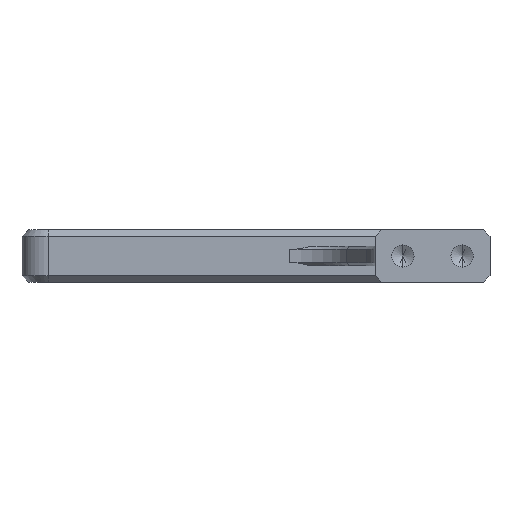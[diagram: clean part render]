
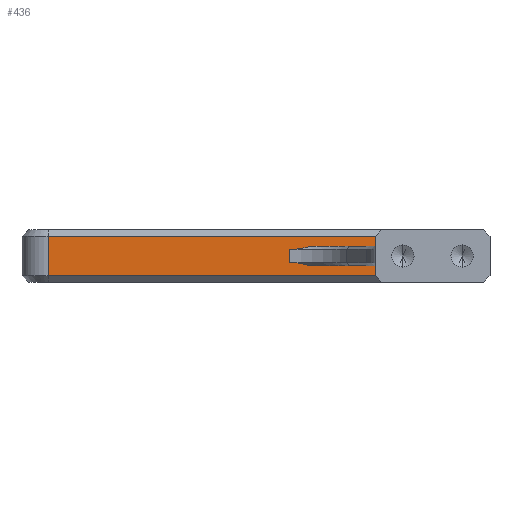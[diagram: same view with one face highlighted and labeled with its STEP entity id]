
A CAD part, front view. The second image highlights one B-rep face of the part: STEP entity #436.
In plain terms, the highlighted planar face has unit normal (0, -1, 0).
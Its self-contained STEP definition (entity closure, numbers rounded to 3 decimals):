
#13 = LINE ( 'NONE', #953, #2764 ) ;
#34 = CARTESIAN_POINT ( 'NONE',  ( -9.994, 45., -2. ) ) ;
#39 = CARTESIAN_POINT ( 'NONE',  ( -10.356, 45., 2. ) ) ;
#45 = CARTESIAN_POINT ( 'NONE',  ( -11.415, 45., -2.098 ) ) ;
#60 = CARTESIAN_POINT ( 'NONE',  ( -37.078, 45., -3. ) ) ;
#66 = VECTOR ( 'NONE', #450, 1000. ) ;
#71 = CARTESIAN_POINT ( 'NONE',  ( -43.481, 45., -2. ) ) ;
#74 = B_SPLINE_CURVE_WITH_KNOTS ( 'NONE', 3,
 ( #272, #2169, #1918, #2408, #782, #501, #39, #1691 ),
 .UNSPECIFIED., .F., .F.,
 ( 4, 2, 2, 4 ),
 ( 0., 0.002, 0.003, 0.004 ),
 .UNSPECIFIED. ) ;
#79 = CARTESIAN_POINT ( 'NONE',  ( -9.994, 45., -8. ) ) ;
#141 = LINE ( 'NONE', #1104, #66 ) ;
#200 = EDGE_CURVE ( 'NONE', #2493, #669, #1879, .T. ) ;
#227 = VERTEX_POINT ( 'NONE', #878 ) ;
#272 = CARTESIAN_POINT ( 'NONE',  ( -14.118, 45., 3. ) ) ;
#277 = CARTESIAN_POINT ( 'NONE',  ( -12.789, 45., -2.468 ) ) ;
#306 = CARTESIAN_POINT ( 'NONE',  ( -13.792, 45., -2.851 ) ) ;
#328 = EDGE_CURVE ( 'NONE', #1120, #2493, #141, .T. ) ;
#436 = ADVANCED_FACE ( 'NONE', ( #1907, #1291 ), #1694, .F. ) ;
#437 = EDGE_CURVE ( 'NONE', #1699, #1557, #1475, .T. ) ;
#450 = DIRECTION ( 'NONE',  ( 0., 0., -1. ) ) ;
#468 = EDGE_CURVE ( 'NONE', #1205, #1323, #2167, .T. ) ;
#501 = CARTESIAN_POINT ( 'NONE',  ( -10.717, 45., 2.025 ) ) ;
#504 = DIRECTION ( 'NONE',  ( 0., 0., 1. ) ) ;
#512 = CARTESIAN_POINT ( 'NONE',  ( -14.118, 45., -3. ) ) ;
#553 = CARTESIAN_POINT ( 'NONE',  ( -14.118, 45., -3. ) ) ;
#613 = VECTOR ( 'NONE', #1144, 1000. ) ;
#614 = LINE ( 'NONE', #79, #1942 ) ;
#641 = ORIENTED_EDGE ( 'NONE', *, *, #2911, .T. ) ;
#669 = VERTEX_POINT ( 'NONE', #2539 ) ;
#708 = ORIENTED_EDGE ( 'NONE', *, *, #437, .T. ) ;
#717 = EDGE_CURVE ( 'NONE', #1640, #1120, #2086, .T. ) ;
#742 = CARTESIAN_POINT ( 'NONE',  ( -125., 45., 8. ) ) ;
#744 = EDGE_LOOP ( 'NONE', ( #1110, #1571, #2979, #812 ) ) ;
#754 = CARTESIAN_POINT ( 'NONE',  ( -43.481, 45., 2. ) ) ;
#782 = CARTESIAN_POINT ( 'NONE',  ( -11.424, 45., 2.119 ) ) ;
#812 = ORIENTED_EDGE ( 'NONE', *, *, #717, .T. ) ;
#878 = CARTESIAN_POINT ( 'NONE',  ( -9.994, 45., 2. ) ) ;
#931 = CARTESIAN_POINT ( 'NONE',  ( -37.078, 45., 3. ) ) ;
#953 = CARTESIAN_POINT ( 'NONE',  ( -31.934, 45., 3. ) ) ;
#984 = DIRECTION ( 'NONE',  ( 0., 1., 0. ) ) ;
#1008 = CARTESIAN_POINT ( 'NONE',  ( -13.462, 45., -2.713 ) ) ;
#1009 = CARTESIAN_POINT ( 'NONE',  ( -117., 45., 6. ) ) ;
#1013 = CARTESIAN_POINT ( 'NONE',  ( -37.078, 45., 3. ) ) ;
#1038 = CARTESIAN_POINT ( 'NONE',  ( -8.5, 45., 6. ) ) ;
#1104 = CARTESIAN_POINT ( 'NONE',  ( -117., 45., 8. ) ) ;
#1110 = ORIENTED_EDGE ( 'NONE', *, *, #328, .T. ) ;
#1118 = EDGE_CURVE ( 'NONE', #1125, #2369, #2115, .T. ) ;
#1120 = VERTEX_POINT ( 'NONE', #1009 ) ;
#1125 = VERTEX_POINT ( 'NONE', #754 ) ;
#1129 = CARTESIAN_POINT ( 'NONE',  ( -43.481, 45., -2. ) ) ;
#1144 = DIRECTION ( 'NONE',  ( 0., 0., 1. ) ) ;
#1159 = ORIENTED_EDGE ( 'NONE', *, *, #1295, .T. ) ;
#1190 = EDGE_CURVE ( 'NONE', #1699, #227, #614, .T. ) ;
#1197 = VECTOR ( 'NONE', #1284, 1000. ) ;
#1205 = VERTEX_POINT ( 'NONE', #60 ) ;
#1241 = CARTESIAN_POINT ( 'NONE',  ( -41.294, 45., -2. ) ) ;
#1281 = DIRECTION ( 'NONE',  ( 0., 0., 1. ) ) ;
#1284 = DIRECTION ( 'NONE',  ( 0., 0., 1. ) ) ;
#1291 = FACE_BOUND ( 'NONE', #1946, .T. ) ;
#1295 = EDGE_CURVE ( 'NONE', #1323, #1125, #1869, .T. ) ;
#1306 = LINE ( 'NONE', #1752, #1197 ) ;
#1323 = VERTEX_POINT ( 'NONE', #1129 ) ;
#1336 = DIRECTION ( 'NONE',  ( 1., 0., 0. ) ) ;
#1369 = DIRECTION ( 'NONE',  ( -1., 0., 0. ) ) ;
#1475 = B_SPLINE_CURVE_WITH_KNOTS ( 'NONE', 3,
 ( #34, #1922, #45, #2603, #277, #1008, #306, #512 ),
 .UNSPECIFIED., .F., .F.,
 ( 4, 2, 2, 4 ),
 ( 0., 0.002, 0.003, 0.004 ),
 .UNSPECIFIED. ) ;
#1557 = VERTEX_POINT ( 'NONE', #553 ) ;
#1571 = ORIENTED_EDGE ( 'NONE', *, *, #200, .T. ) ;
#1640 = VERTEX_POINT ( 'NONE', #1038 ) ;
#1674 = CARTESIAN_POINT ( 'NONE',  ( -41.294, 45., 2. ) ) ;
#1691 = CARTESIAN_POINT ( 'NONE',  ( -9.994, 45., 2. ) ) ;
#1694 = PLANE ( 'NONE',  #2587 ) ;
#1699 = VERTEX_POINT ( 'NONE', #2234 ) ;
#1752 = CARTESIAN_POINT ( 'NONE',  ( -8.5, 45., 3. ) ) ;
#1822 = ORIENTED_EDGE ( 'NONE', *, *, #468, .T. ) ;
#1827 = CARTESIAN_POINT ( 'NONE',  ( -125., 45., -6. ) ) ;
#1855 = CARTESIAN_POINT ( 'NONE',  ( -43.481, 45., 2. ) ) ;
#1858 = ORIENTED_EDGE ( 'NONE', *, *, #1190, .F. ) ;
#1869 = LINE ( 'NONE', #2574, #613 ) ;
#1879 = LINE ( 'NONE', #1827, #2266 ) ;
#1899 = DIRECTION ( 'NONE',  ( -1., 0., 0. ) ) ;
#1907 = FACE_OUTER_BOUND ( 'NONE', #744, .T. ) ;
#1918 = CARTESIAN_POINT ( 'NONE',  ( -12.8, 45., 2.452 ) ) ;
#1922 = CARTESIAN_POINT ( 'NONE',  ( -10.713, 45., -2. ) ) ;
#1942 = VECTOR ( 'NONE', #1281, 1000. ) ;
#1946 = EDGE_LOOP ( 'NONE', ( #1858, #708, #641, #1822, #1159, #2397, #2436, #2418 ) ) ;
#1956 = DIRECTION ( 'NONE',  ( -1., 0., 0. ) ) ;
#2086 = LINE ( 'NONE', #2269, #2114 ) ;
#2114 = VECTOR ( 'NONE', #1369, 1000. ) ;
#2115 = B_SPLINE_CURVE_WITH_KNOTS ( 'NONE', 3,
 ( #1855, #1674, #2868, #931 ),
 .UNSPECIFIED., .F., .F.,
 ( 4, 4 ),
 ( 0., 0.006 ),
 .UNSPECIFIED. ) ;
#2164 = VERTEX_POINT ( 'NONE', #2559 ) ;
#2167 = B_SPLINE_CURVE_WITH_KNOTS ( 'NONE', 3,
 ( #2899, #2396, #1241, #71 ),
 .UNSPECIFIED., .F., .F.,
 ( 4, 4 ),
 ( 0., 0.006 ),
 .UNSPECIFIED. ) ;
#2169 = CARTESIAN_POINT ( 'NONE',  ( -13.465, 45., 2.701 ) ) ;
#2210 = CARTESIAN_POINT ( 'NONE',  ( -117., 45., -6. ) ) ;
#2234 = CARTESIAN_POINT ( 'NONE',  ( -9.994, 45., -2. ) ) ;
#2250 = EDGE_CURVE ( 'NONE', #2164, #2369, #13, .T. ) ;
#2266 = VECTOR ( 'NONE', #1336, 1000. ) ;
#2269 = CARTESIAN_POINT ( 'NONE',  ( -117., 45., 6. ) ) ;
#2358 = EDGE_CURVE ( 'NONE', #2164, #227, #74, .T. ) ;
#2369 = VERTEX_POINT ( 'NONE', #1013 ) ;
#2392 = CARTESIAN_POINT ( 'NONE',  ( -31.934, 45., -3. ) ) ;
#2396 = CARTESIAN_POINT ( 'NONE',  ( -39.165, 45., -2.364 ) ) ;
#2397 = ORIENTED_EDGE ( 'NONE', *, *, #1118, .T. ) ;
#2408 = CARTESIAN_POINT ( 'NONE',  ( -11.772, 45., 2.188 ) ) ;
#2418 = ORIENTED_EDGE ( 'NONE', *, *, #2358, .T. ) ;
#2436 = ORIENTED_EDGE ( 'NONE', *, *, #2250, .F. ) ;
#2493 = VERTEX_POINT ( 'NONE', #2210 ) ;
#2539 = CARTESIAN_POINT ( 'NONE',  ( -8.5, 45., -6. ) ) ;
#2559 = CARTESIAN_POINT ( 'NONE',  ( -14.118, 45., 3. ) ) ;
#2574 = CARTESIAN_POINT ( 'NONE',  ( -43.481, 45., 3. ) ) ;
#2587 = AXIS2_PLACEMENT_3D ( 'NONE', #742, #984, #504 ) ;
#2603 = CARTESIAN_POINT ( 'NONE',  ( -12.447, 45., -2.361 ) ) ;
#2676 = VECTOR ( 'NONE', #1956, 1000. ) ;
#2764 = VECTOR ( 'NONE', #1899, 1000. ) ;
#2868 = CARTESIAN_POINT ( 'NONE',  ( -39.165, 45., 2.364 ) ) ;
#2899 = CARTESIAN_POINT ( 'NONE',  ( -37.078, 45., -3. ) ) ;
#2911 = EDGE_CURVE ( 'NONE', #1557, #1205, #3055, .T. ) ;
#2958 = EDGE_CURVE ( 'NONE', #669, #1640, #1306, .T. ) ;
#2979 = ORIENTED_EDGE ( 'NONE', *, *, #2958, .T. ) ;
#3055 = LINE ( 'NONE', #2392, #2676 ) ;
